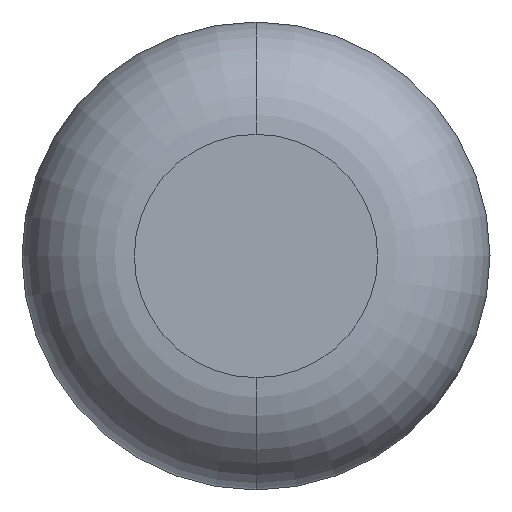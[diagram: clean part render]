
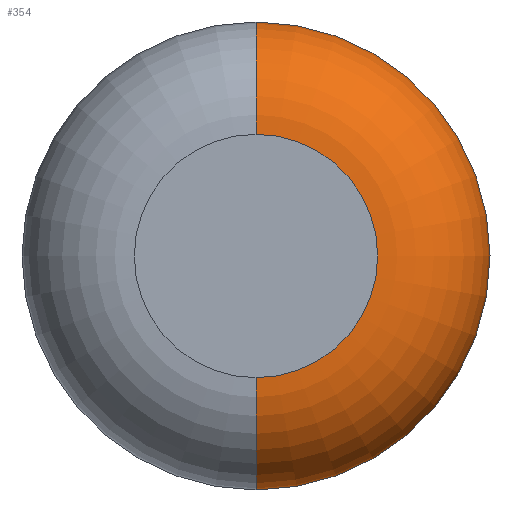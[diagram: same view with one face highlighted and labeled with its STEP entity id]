
A CAD part, front view. The second image highlights one B-rep face of the part: STEP entity #354.
In plain terms, the highlighted toroidal (fillet/blend) face has major radius 0.826 mm and minor radius 0.762 mm.
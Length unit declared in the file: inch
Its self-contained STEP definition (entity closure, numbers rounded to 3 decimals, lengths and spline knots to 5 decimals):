
#10 = DIRECTION ( 'NONE',  ( 0., 0., -1. ) ) ;
#20 = DIRECTION ( 'NONE',  ( 0., 0., -1. ) ) ;
#36 = DIRECTION ( 'NONE',  ( 1., 0., 0. ) ) ;
#37 = CIRCLE ( 'NONE', #181, 0.03 ) ;
#45 = ORIENTED_EDGE ( 'NONE', *, *, #238, .F. ) ;
#48 = DIRECTION ( 'NONE',  ( 0., 0., 1. ) ) ;
#74 = CARTESIAN_POINT ( 'NONE',  ( 0., 0.03, 0.0325 ) ) ;
#80 = CARTESIAN_POINT ( 'NONE',  ( 0., 0.03, -0.0325 ) ) ;
#96 = CIRCLE ( 'NONE', #101, 0.0625 ) ;
#101 = AXIS2_PLACEMENT_3D ( 'NONE', #320, #372, #116 ) ;
#104 = EDGE_CURVE ( 'NONE', #205, #170, #37, .T. ) ;
#116 = DIRECTION ( 'NONE',  ( 0., 0., -1. ) ) ;
#122 = AXIS2_PLACEMENT_3D ( 'NONE', #80, #225, #48 ) ;
#133 = CARTESIAN_POINT ( 'NONE',  ( 0., 0.03, 0. ) ) ;
#135 = DIRECTION ( 'NONE',  ( 0., -1., 0. ) ) ;
#138 = CARTESIAN_POINT ( 'NONE',  ( 0., 0., 0.0325 ) ) ;
#151 = FACE_OUTER_BOUND ( 'NONE', #277, .T. ) ;
#169 = CIRCLE ( 'NONE', #316, 0.0325 ) ;
#170 = VERTEX_POINT ( 'NONE', #138 ) ;
#176 = CIRCLE ( 'NONE', #122, 0.03 ) ;
#181 = AXIS2_PLACEMENT_3D ( 'NONE', #74, #36, #283 ) ;
#194 = CARTESIAN_POINT ( 'NONE',  ( 0., 0., 0. ) ) ;
#196 = DIRECTION ( 'NONE',  ( 0., -1., 0. ) ) ;
#205 = VERTEX_POINT ( 'NONE', #312 ) ;
#219 = EDGE_CURVE ( 'NONE', #267, #352, #176, .T. ) ;
#222 = AXIS2_PLACEMENT_3D ( 'NONE', #133, #196, #10 ) ;
#223 = ORIENTED_EDGE ( 'NONE', *, *, #244, .T. ) ;
#225 = DIRECTION ( 'NONE',  ( -1., 0., 0. ) ) ;
#238 = EDGE_CURVE ( 'NONE', #352, #170, #169, .T. ) ;
#244 = EDGE_CURVE ( 'NONE', #267, #205, #96, .T. ) ;
#248 = ORIENTED_EDGE ( 'NONE', *, *, #104, .T. ) ;
#267 = VERTEX_POINT ( 'NONE', #375 ) ;
#277 = EDGE_LOOP ( 'NONE', ( #223, #248, #45, #379 ) ) ;
#283 = DIRECTION ( 'NONE',  ( 0., 0., -1. ) ) ;
#312 = CARTESIAN_POINT ( 'NONE',  ( 0., 0.03, 0.0625 ) ) ;
#316 = AXIS2_PLACEMENT_3D ( 'NONE', #194, #135, #20 ) ;
#320 = CARTESIAN_POINT ( 'NONE',  ( 0., 0.03, 0. ) ) ;
#340 = CARTESIAN_POINT ( 'NONE',  ( 0., 0., -0.0325 ) ) ;
#349 = TOROIDAL_SURFACE ( 'NONE', #222, 0.0325, 0.03 ) ;
#352 = VERTEX_POINT ( 'NONE', #340 ) ;
#354 = ADVANCED_FACE ( 'NONE', ( #151 ), #349, .T. ) ;
#372 = DIRECTION ( 'NONE',  ( 0., -1., 0. ) ) ;
#375 = CARTESIAN_POINT ( 'NONE',  ( 0., 0.03, -0.0625 ) ) ;
#379 = ORIENTED_EDGE ( 'NONE', *, *, #219, .F. ) ;
